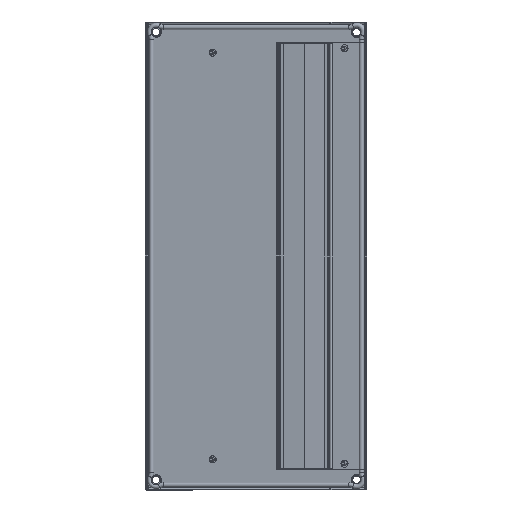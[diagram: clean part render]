
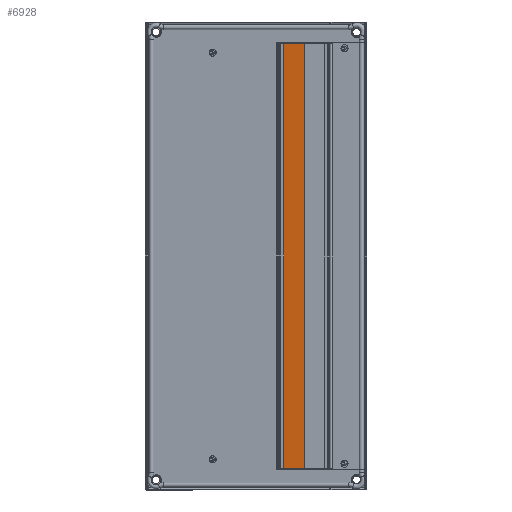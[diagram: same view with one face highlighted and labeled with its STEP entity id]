
A CAD part, front view. The second image highlights one B-rep face of the part: STEP entity #6928.
In plain terms, the highlighted face is planar.
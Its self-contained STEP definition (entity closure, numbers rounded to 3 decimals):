
#215 = DIRECTION ( 'NONE',  ( 0., 0., 1. ) ) ;
#314 = EDGE_CURVE ( 'NONE', #6920, #1681, #881, .T. ) ;
#379 = VECTOR ( 'NONE', #7698, 1000. ) ;
#659 = CARTESIAN_POINT ( 'NONE',  ( 37.5, 2., -695. ) ) ;
#881 = LINE ( 'NONE', #4799, #6255 ) ;
#1335 = DIRECTION ( 'NONE',  ( -0.999, -0.032, 0. ) ) ;
#1368 = DIRECTION ( 'NONE',  ( -0.032, 0.999, 0. ) ) ;
#1417 = CARTESIAN_POINT ( 'NONE',  ( 3.5, 0.9, 0. ) ) ;
#1619 = VERTEX_POINT ( 'NONE', #7406 ) ;
#1681 = VERTEX_POINT ( 'NONE', #1417 ) ;
#1697 = CARTESIAN_POINT ( 'NONE',  ( 37.5, 2., 0. ) ) ;
#2550 = LINE ( 'NONE', #1697, #379 ) ;
#2566 = LINE ( 'NONE', #6849, #4407 ) ;
#3112 = DIRECTION ( 'NONE',  ( -0.999, -0.032, 0. ) ) ;
#3687 = ORIENTED_EDGE ( 'NONE', *, *, #314, .T. ) ;
#3958 = EDGE_CURVE ( 'NONE', #1619, #1681, #2550, .T. ) ;
#3967 = CARTESIAN_POINT ( 'NONE',  ( 37.5, 2., -695. ) ) ;
#3996 = CARTESIAN_POINT ( 'NONE',  ( 3.5, 0.9, -695. ) ) ;
#4239 = LINE ( 'NONE', #8431, #7675 ) ;
#4272 = EDGE_CURVE ( 'NONE', #5014, #6920, #4239, .T. ) ;
#4407 = VECTOR ( 'NONE', #215, 1000. ) ;
#4799 = CARTESIAN_POINT ( 'NONE',  ( 3.5, 0.9, -695. ) ) ;
#5014 = VERTEX_POINT ( 'NONE', #659 ) ;
#5335 = ORIENTED_EDGE ( 'NONE', *, *, #3958, .F. ) ;
#6137 = AXIS2_PLACEMENT_3D ( 'NONE', #3967, #1368, #1335 ) ;
#6149 = DIRECTION ( 'NONE',  ( 0., 0., 1. ) ) ;
#6178 = EDGE_LOOP ( 'NONE', ( #5335, #6294, #6212, #3687 ) ) ;
#6212 = ORIENTED_EDGE ( 'NONE', *, *, #4272, .T. ) ;
#6255 = VECTOR ( 'NONE', #6149, 1000. ) ;
#6294 = ORIENTED_EDGE ( 'NONE', *, *, #7272, .F. ) ;
#6478 = FACE_OUTER_BOUND ( 'NONE', #6178, .T. ) ;
#6849 = CARTESIAN_POINT ( 'NONE',  ( 37.5, 2., -695. ) ) ;
#6920 = VERTEX_POINT ( 'NONE', #3996 ) ;
#6928 = ADVANCED_FACE ( 'NONE', ( #6478 ), #7943, .T. ) ;
#7272 = EDGE_CURVE ( 'NONE', #5014, #1619, #2566, .T. ) ;
#7406 = CARTESIAN_POINT ( 'NONE',  ( 37.5, 2., 0. ) ) ;
#7675 = VECTOR ( 'NONE', #3112, 1000. ) ;
#7698 = DIRECTION ( 'NONE',  ( -0.999, -0.032, 0. ) ) ;
#7943 = PLANE ( 'NONE',  #6137 ) ;
#8431 = CARTESIAN_POINT ( 'NONE',  ( 37.5, 2., -695. ) ) ;
